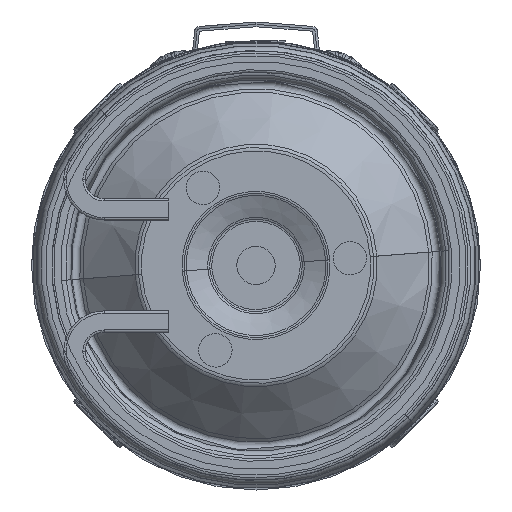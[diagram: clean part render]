
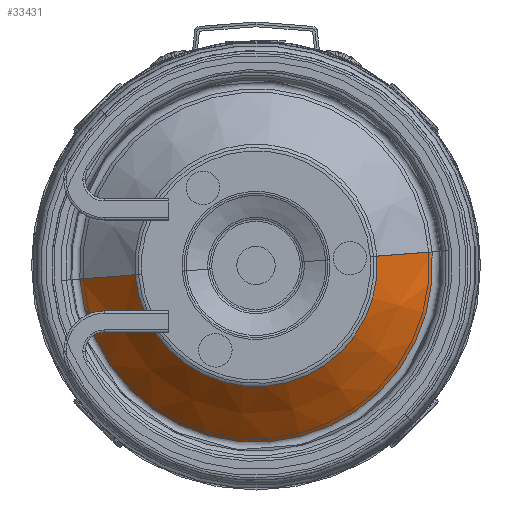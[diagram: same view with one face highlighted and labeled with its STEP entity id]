
A CAD part, front view. The second image highlights one B-rep face of the part: STEP entity #33431.
In plain terms, the highlighted conical face has half-angle 46.546 degrees and reference radius 25.375 mm.
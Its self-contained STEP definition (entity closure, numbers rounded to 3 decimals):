
#619 = DIRECTION ( 'NONE',  ( 0., 0., 1. ) ) ;
#3345 = VERTEX_POINT ( 'NONE', #7820 ) ;
#3661 = VECTOR ( 'NONE', #31102, 1000. ) ;
#3864 = DIRECTION ( 'NONE',  ( 0., 0.688, -0.726 ) ) ;
#7820 = CARTESIAN_POINT ( 'NONE',  ( 0., 0.548, 25.376 ) ) ;
#8304 = VERTEX_POINT ( 'NONE', #38906 ) ;
#8911 = VERTEX_POINT ( 'NONE', #30719 ) ;
#9576 = EDGE_CURVE ( 'NONE', #25824, #3345, #9649, .T. ) ;
#9649 = CIRCLE ( 'NONE', #35187, 25.376 ) ;
#9884 = LINE ( 'NONE', #12890, #3661 ) ;
#10269 = ORIENTED_EDGE ( 'NONE', *, *, #18009, .F. ) ;
#12890 = CARTESIAN_POINT ( 'NONE',  ( 0., 0.548, 25.376 ) ) ;
#13713 = CARTESIAN_POINT ( 'NONE',  ( 0., 0.548, 0. ) ) ;
#14123 = DIRECTION ( 'NONE',  ( 0., 1., 0. ) ) ;
#15641 = CARTESIAN_POINT ( 'NONE',  ( 0., 0.548, -25.376 ) ) ;
#16707 = DIRECTION ( 'NONE',  ( 0., 0., 1. ) ) ;
#18009 = EDGE_CURVE ( 'NONE', #25824, #8304, #31064, .T. ) ;
#19284 = FACE_OUTER_BOUND ( 'NONE', #24249, .T. ) ;
#19813 = CARTESIAN_POINT ( 'NONE',  ( 0., 11.526, 0. ) ) ;
#20057 = CIRCLE ( 'NONE', #39325, 36.962 ) ;
#21040 = EDGE_CURVE ( 'NONE', #8304, #8911, #20057, .T. ) ;
#23592 = DIRECTION ( 'NONE',  ( 0., 0., 1. ) ) ;
#24249 = EDGE_LOOP ( 'NONE', ( #10269, #26748, #25109, #37871 ) ) ;
#25109 = ORIENTED_EDGE ( 'NONE', *, *, #33686, .T. ) ;
#25824 = VERTEX_POINT ( 'NONE', #37278 ) ;
#25935 = AXIS2_PLACEMENT_3D ( 'NONE', #13713, #14123, #16707 ) ;
#26736 = VECTOR ( 'NONE', #3864, 1000. ) ;
#26748 = ORIENTED_EDGE ( 'NONE', *, *, #9576, .T. ) ;
#27986 = CARTESIAN_POINT ( 'NONE',  ( 0., 0.548, 0. ) ) ;
#28995 = DIRECTION ( 'NONE',  ( 0., 1., 0. ) ) ;
#30719 = CARTESIAN_POINT ( 'NONE',  ( 0., 11.526, 36.962 ) ) ;
#31064 = LINE ( 'NONE', #15641, #26736 ) ;
#31102 = DIRECTION ( 'NONE',  ( 0., 0.688, 0.726 ) ) ;
#31235 = DIRECTION ( 'NONE',  ( 0., 1., 0. ) ) ;
#33431 = ADVANCED_FACE ( 'NONE', ( #19284 ), #36889, .T. ) ;
#33686 = EDGE_CURVE ( 'NONE', #3345, #8911, #9884, .T. ) ;
#35187 = AXIS2_PLACEMENT_3D ( 'NONE', #27986, #31235, #619 ) ;
#36889 = CONICAL_SURFACE ( 'NONE', #25935, 25.376, 0.812 ) ;
#37278 = CARTESIAN_POINT ( 'NONE',  ( 0., 0.548, -25.376 ) ) ;
#37871 = ORIENTED_EDGE ( 'NONE', *, *, #21040, .F. ) ;
#38906 = CARTESIAN_POINT ( 'NONE',  ( 0., 11.526, -36.962 ) ) ;
#39325 = AXIS2_PLACEMENT_3D ( 'NONE', #19813, #28995, #23592 ) ;
